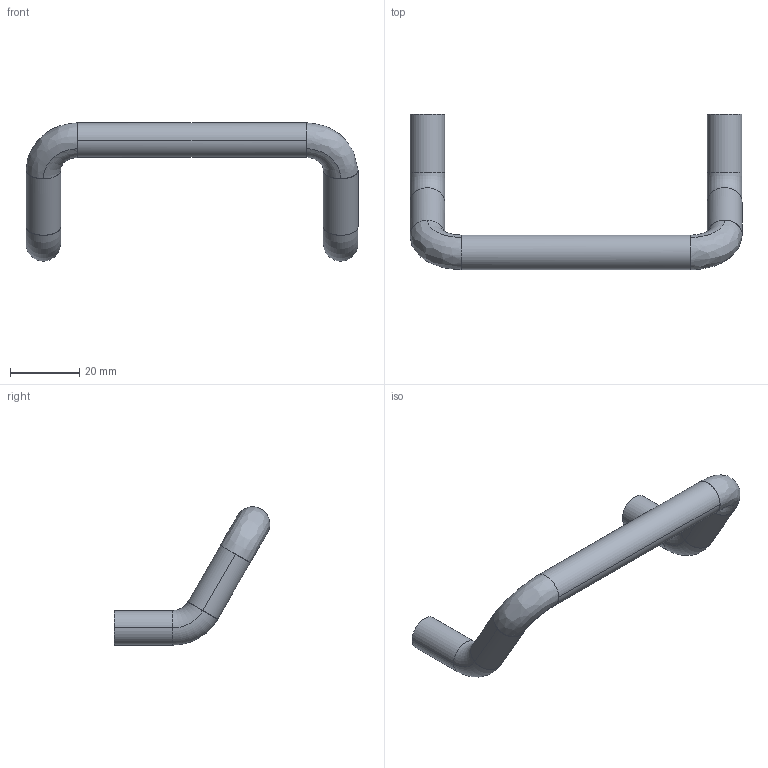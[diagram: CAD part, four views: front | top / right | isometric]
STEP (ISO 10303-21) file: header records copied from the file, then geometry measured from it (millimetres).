
FILE_DESCRIPTION(/* description */ ('Alibre Inc.'),/* implementation_level */ '2;1');
FILE_NAME(/* name */ 'export0',/* time_stamp */ '2013-01-11T12:07:40+01:00',/* author */ (''),/* organization */ (''),/* preprocessor_version */ 'ST-DEVELOPER v14',/* originating_system */ 'Alibre',/* authorisation */ '');
FILE_SCHEMA (('ALIBRE_SCHEMA','CONFIG_CONTROL_DESIGN'));
Length unit declared in the file: millimetre
Products named in the file (1): ID_1
Bounding box: 96.02 x 45 x 40 mm (x, y, z)
Volume: 14591.9 mm3; surface area: 6455.4 mm2
Topology: 1 solids, 1 shells, 51 faces, 112 edges, 66 vertices
Faces by surface type: cylinder 18, plane 13, cone 12, torus 4, bspline 2, revolution 2
Entity records: 3680 total; most frequent: CARTESIAN_POINT 1274, ORIENTED_EDGE 432, DIRECTION 415, EDGE_CURVE 216, AXIS2_PLACEMENT_3D 187, VERTEX_POINT 132, CIRCLE 128, EDGE_LOOP 116
